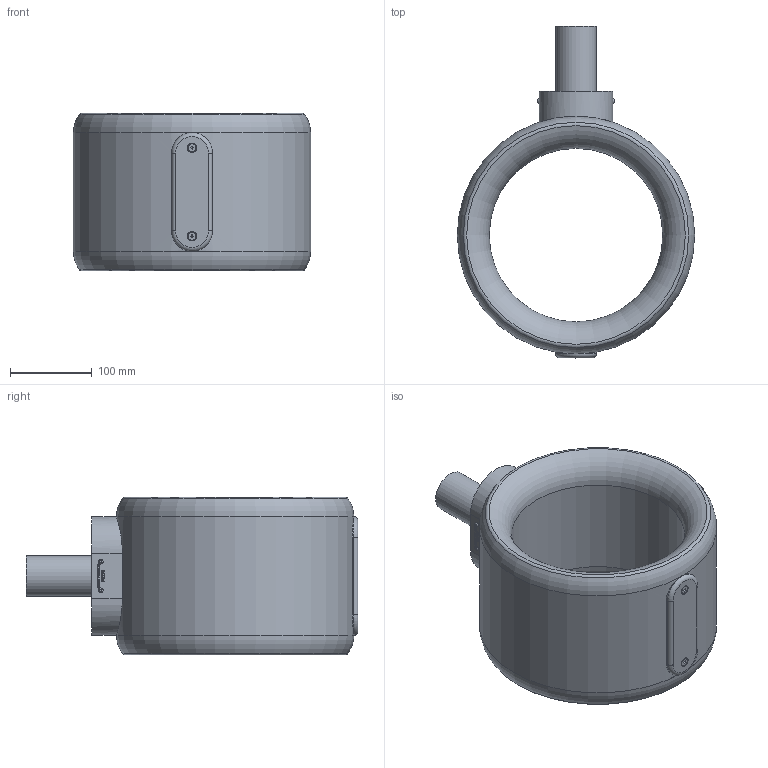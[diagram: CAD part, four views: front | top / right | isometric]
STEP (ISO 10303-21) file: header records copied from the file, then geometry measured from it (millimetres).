
FILE_DESCRIPTION (( 'STEP AP214' ), '1' );
FILE_NAME ('P-212-530-rev-A-FR.STEP', '2025-06-10T07:09:02', ( '' ), ( '' ), 'SwSTEP 2.0', 'SolidWorks 2024', '' );
FILE_SCHEMA (( 'AUTOMOTIVE_DESIGN' ));
Length unit declared in the file: millimetre
Products named in the file (1): P-212-530-rev-A-FR
Bounding box: 290 x 405.45 x 192.21 mm (x, y, z)
Volume: 5992987.8 mm3; surface area: 364670.7 mm2
Topology: 1 solids, 3 shells, 477 faces, 1260 edges, 834 vertices
Faces by surface type: plane 311, bspline 120, cylinder 26, torus 14, cone 6
Full cylindrical faces by diameter (mm): 5 x2, 5.3 x2, 5.7 x4, 8.5 x6, 9.64 x2, 50 x1, 212 x1
Entity records: 17387 total; most frequent: CARTESIAN_POINT 6224, ORIENTED_EDGE 2404, DIRECTION 1468, EDGE_CURVE 1202, VERTEX_POINT 812, LINE 608, VECTOR 608, EDGE_LOOP 564
